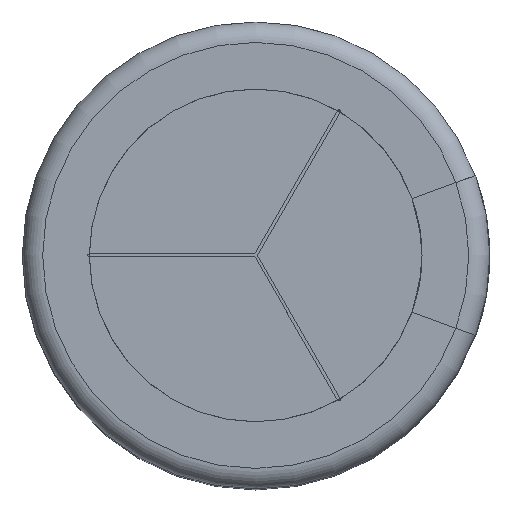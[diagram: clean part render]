
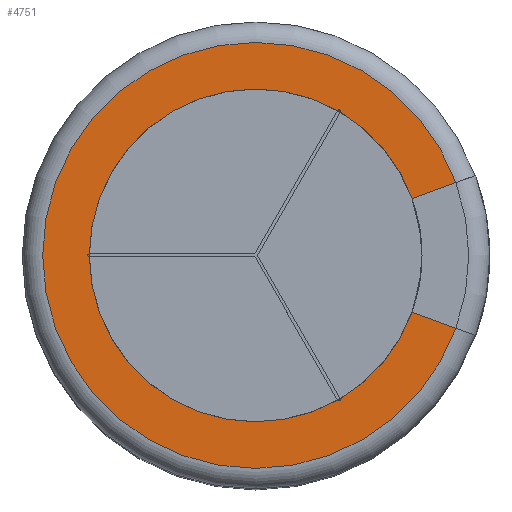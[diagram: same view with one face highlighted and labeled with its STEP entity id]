
A CAD part, top view. The second image highlights one B-rep face of the part: STEP entity #4751.
In plain terms, the highlighted planar face has unit normal (0, 0, 1).
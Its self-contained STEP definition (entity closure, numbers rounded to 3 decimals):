
#127=PLANE('',#5160);
#678=LINE('',#8406,#1021);
#679=LINE('',#8407,#1022);
#1021=VECTOR('',#5773,1.);
#1022=VECTOR('',#5774,1.);
#1355=FACE_OUTER_BOUND('',#1640,.T.);
#1640=EDGE_LOOP('',(#3494,#3495,#3496,#3497));
#1924=CIRCLE('',#5057,2.85);
#1934=CIRCLE('',#5068,3.65);
#1996=VERTEX_POINT('',#6699);
#1997=VERTEX_POINT('',#6700);
#2008=VERTEX_POINT('',#6725);
#2009=VERTEX_POINT('',#6726);
#2498=EDGE_CURVE('',#1996,#1997,#1924,.T.);
#2511=EDGE_CURVE('',#2008,#2009,#1934,.T.);
#2720=EDGE_CURVE('',#1996,#2008,#678,.T.);
#2721=EDGE_CURVE('',#1997,#2009,#679,.T.);
#3494=ORIENTED_EDGE('',*,*,#2720,.F.);
#3495=ORIENTED_EDGE('',*,*,#2498,.T.);
#3496=ORIENTED_EDGE('',*,*,#2721,.T.);
#3497=ORIENTED_EDGE('',*,*,#2511,.F.);
#4751=ADVANCED_FACE('',(#1355),#127,.F.);
#5057=AXIS2_PLACEMENT_3D('',#6701,#5509,#5510);
#5068=AXIS2_PLACEMENT_3D('',#6727,#5534,#5535);
#5160=AXIS2_PLACEMENT_3D('',#8405,#5771,#5772);
#5509=DIRECTION('center_axis',(0.,0.,-1.));
#5510=DIRECTION('ref_axis',(-1.,0.,0.));
#5534=DIRECTION('center_axis',(0.,0.,-1.));
#5535=DIRECTION('ref_axis',(-1.,0.,0.));
#5771=DIRECTION('center_axis',(0.,0.,-1.));
#5772=DIRECTION('ref_axis',(-1.,0.,0.));
#5773=DIRECTION('',(0.94,-0.342,0.));
#5774=DIRECTION('',(0.94,0.342,0.));
#6699=CARTESIAN_POINT('',(2.673,-0.975,11.49));
#6700=CARTESIAN_POINT('',(2.673,0.975,11.49));
#6701=CARTESIAN_POINT('Origin',(-0.005,0.,11.49));
#6725=CARTESIAN_POINT('',(3.425,-1.248,11.49));
#6726=CARTESIAN_POINT('',(3.425,1.248,11.49));
#6727=CARTESIAN_POINT('Origin',(-0.005,0.,11.49));
#8405=CARTESIAN_POINT('Origin',(2.845,0.,11.49));
#8406=CARTESIAN_POINT('',(2.511,-0.916,11.49));
#8407=CARTESIAN_POINT('',(2.511,0.916,11.49));
